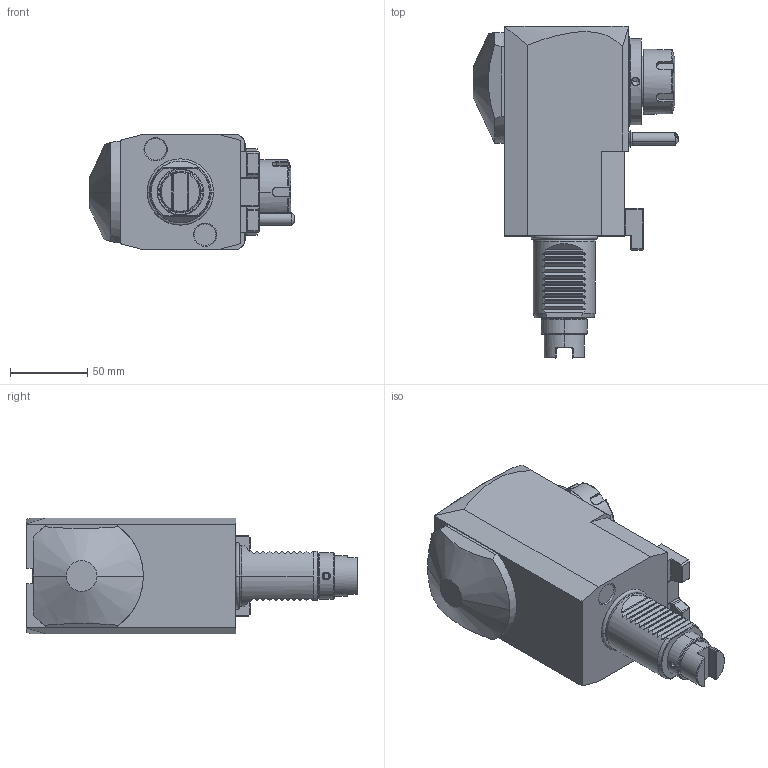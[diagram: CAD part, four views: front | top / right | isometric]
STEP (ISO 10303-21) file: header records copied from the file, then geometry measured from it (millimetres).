
FILE_DESCRIPTION((''),'2;1');
FILE_NAME('NGT1_40_261_25_1_3_100','2023-03-14T',('vali'),('NOVA GRUP'),'PRO/ENGINEER BY PARAMETRIC TECHNOLOGY CORPORATION, 2010280','PRO/ENGINEER BY PARAMETRIC TECHNOLOGY CORPORATION, 2010280','');
FILE_SCHEMA(('CONFIG_CONTROL_DESIGN'));
Length unit declared in the file: millimetre
Products named in the file (1): NGT1_40_261_25_1_3_100
Bounding box: 133.14 x 215 x 75 mm (x, y, z)
Volume: 983031.6 mm3; surface area: 76562.3 mm2
Topology: 1 solids, 1 shells, 448 faces, 1149 edges, 715 vertices
Faces by surface type: plane 234, cylinder 83, cone 63, bspline 46, torus 18, extrusion 2, sphere 2
Entity records: 18707 total; most frequent: CARTESIAN_POINT 8537, ORIENTED_EDGE 2278, DIRECTION 1809, EDGE_CURVE 1139, VERTEX_POINT 714, VECTOR 609, LINE 607, AXIS2_PLACEMENT_3D 600
